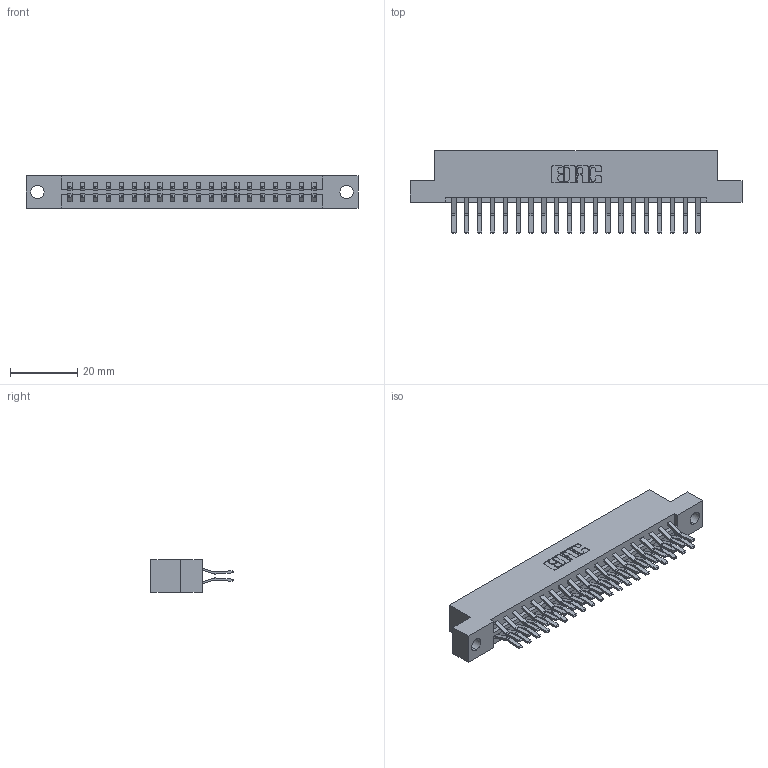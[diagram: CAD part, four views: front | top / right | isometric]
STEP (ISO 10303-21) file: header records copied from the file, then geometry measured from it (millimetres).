
FILE_DESCRIPTION (( 'STEP AP203' ), '1' );
FILE_NAME ('379-040-560-204.STEP', '2020-02-26T17:23:59', ( '' ), ( '' ), 'SwSTEP 2.0', 'SolidWorks 2016', '' );
FILE_SCHEMA (( 'CONFIG_CONTROL_DESIGN' ));
Length unit declared in the file: inch
Products named in the file (3): 345-292-001_560 Tail; 379 Part_Flush - .156 Dia - TH; 379-040-560-204
Assembly tree (41 placements, depth 2):
  379-040-560-204
    379 Part_Flush - .156 Dia - TH
    345-292-001_560 Tail  x40
Bounding box: 98.42 x 24.45 x 9.53 mm (x, y, z)
Volume: 10384.2 mm3; surface area: 12018.7 mm2
Topology: 41 solids, 41 shells, 2274 faces, 6751 edges, 4446 vertices
Faces by surface type: plane 1510, cylinder 764
Entity records: 15803 total; most frequent: CARTESIAN_POINT 2646, ORIENTED_EDGE 2582, DIRECTION 2303, EDGE_CURVE 1291, LINE 1159, VECTOR 1159, VERTEX_POINT 858, AXIS2_PLACEMENT_3D 572
